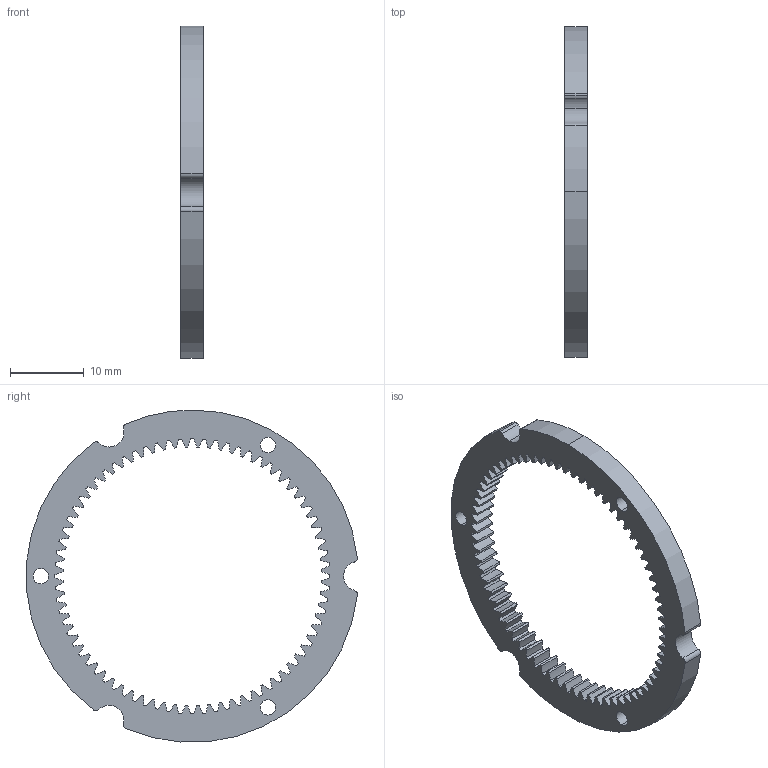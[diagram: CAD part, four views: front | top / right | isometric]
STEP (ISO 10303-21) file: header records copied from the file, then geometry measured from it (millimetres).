
FILE_DESCRIPTION (( 'STEP AP203' ), '1' );
FILE_NAME ('Metric - Internal spur gear 0.5M 72T 20PA 4FW ---S72S45OD 1AF.STEP', '2018-06-11T08:19:13', ( '' ), ( '' ), 'SwSTEP 2.0', 'SolidWorks 2016', '' );
FILE_SCHEMA (( 'CONFIG_CONTROL_DESIGN' ));
Length unit declared in the file: millimetre
Products named in the file (1): Metric - Internal spur gear 0.5M 72T 20PA 4FW ---S72S45OD 1AF
Bounding box: 3 x 44.78 x 44.94 mm (x, y, z)
Volume: 1592.2 mm3; surface area: 2227.2 mm2
Topology: 1 solids, 1 shells, 321 faces, 951 edges, 632 vertices
Faces by surface type: cylinder 313, cone 6, plane 2
Entity records: 11222 total; most frequent: DIRECTION 2227, CARTESIAN_POINT 1905, ORIENTED_EDGE 1902, AXIS2_PLACEMENT_3D 954, EDGE_CURVE 951, CIRCLE 632, VERTEX_POINT 632, EDGE_LOOP 329
